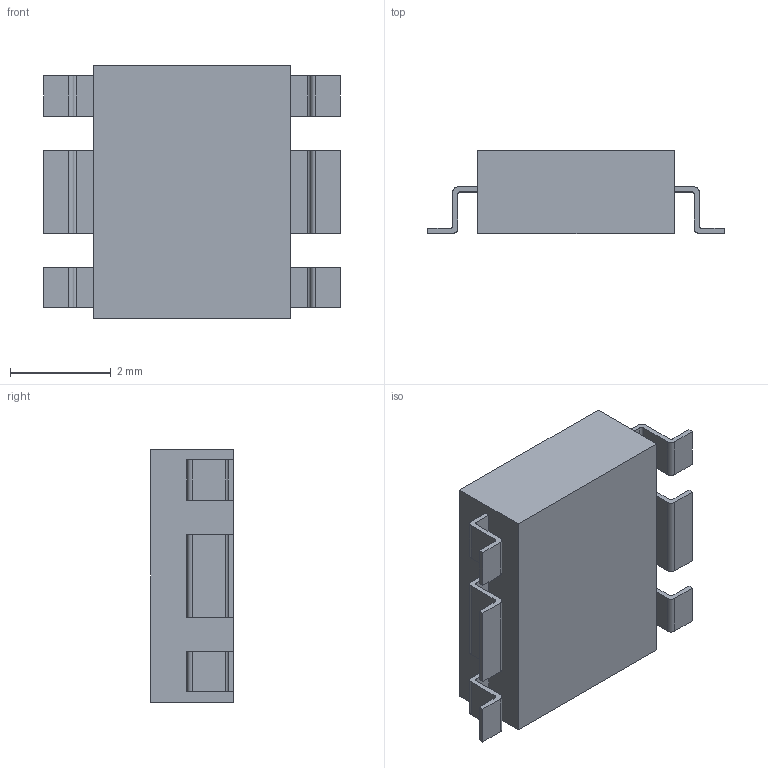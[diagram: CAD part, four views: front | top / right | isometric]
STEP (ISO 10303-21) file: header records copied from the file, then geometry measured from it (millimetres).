
FILE_DESCRIPTION (( 'STEP AP203' ), '1' );
FILE_NAME ('HSOP-6J.STEP', '2021-11-29T19:06:00', ( '' ), ( '' ), 'SwSTEP 2.0', 'SolidWorks 2016', '' );
FILE_SCHEMA (( 'CONFIG_CONTROL_DESIGN' ));
Length unit declared in the file: millimetre
Products named in the file (1): HSOP-6J
Bounding box: 5.9 x 1.65 x 5.02 mm (x, y, z)
Volume: 33.5 mm3; surface area: 93.8 mm2
Topology: 1 solids, 1 shells, 84 faces, 228 edges, 152 vertices
Faces by surface type: plane 60, cylinder 24
Entity records: 2717 total; most frequent: CARTESIAN_POINT 465, ORIENTED_EDGE 456, DIRECTION 446, EDGE_CURVE 228, LINE 180, VECTOR 180, VERTEX_POINT 152, AXIS2_PLACEMENT_3D 133
